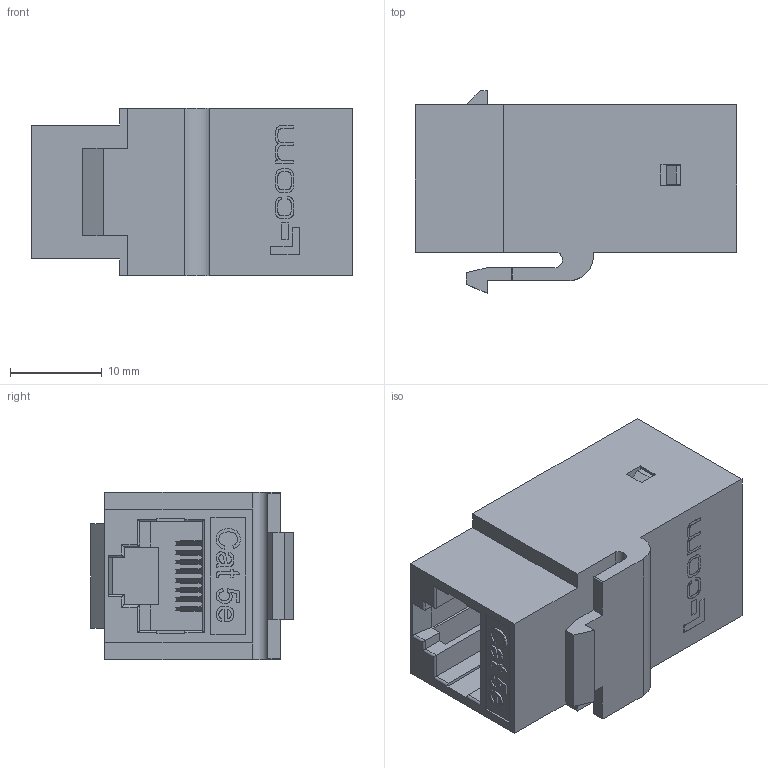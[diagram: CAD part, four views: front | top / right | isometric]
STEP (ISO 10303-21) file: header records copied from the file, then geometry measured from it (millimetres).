
FILE_DESCRIPTION (( 'STEP AP203' ), '1' );
FILE_NAME ('TDG1026KC-R5E.STEP', '2013-07-12T20:19:29', ( 'x' ), ( '' ), 'SwSTEP 2.0', 'SolidWorks 2012', '' );
FILE_SCHEMA (( 'CONFIG_CONTROL_DESIGN' ));
Products named in the file (13): TDG1026KC-R5E; 1AG01-010_with L-com logo; TDG1026KC-R5E-MA2_with L-com logo; TDG1026KC-R5E-MA4___; 1AG02-003; 1AG02-004___; 1AG01-052___; TDG1026KC-R5E-MA3___; 1AG02-001___; 1AG02-002___; 1AG01-051___; 1AG01-008_with L-com logo; 1BC01-009
Assembly tree (24 placements, depth 4):
  TDG1026KC-R5E
    TDG1026KC-R5E-MA2_with L-com logo
      1BC01-009
      1AG01-008_with L-com logo
      TDG1026KC-R5E-MA3___
        1AG01-051___
        1AG02-002___  x4
        1AG02-001___  x4
      TDG1026KC-R5E-MA4___
        1AG01-052___
        1AG02-004___  x4
        1AG02-003  x4
    1AG01-010_with L-com logo
Bounding box: 35.08 x 22.1 x 18.29 mm (x, y, z)
Volume: 5408.2 mm3; surface area: 8954.9 mm2
Topology: 21 solids, 21 shells, 1239 faces, 3211 edges, 2068 vertices
Faces by surface type: plane 865, bspline 194, cylinder 176, cone 4
Entity records: 40722 total; most frequent: CARTESIAN_POINT 15638, ORIENTED_EDGE 5234, DIRECTION 4033, EDGE_CURVE 2617, VECTOR 2011, LINE 2011, VERTEX_POINT 1720, EDGE_LOOP 1089
